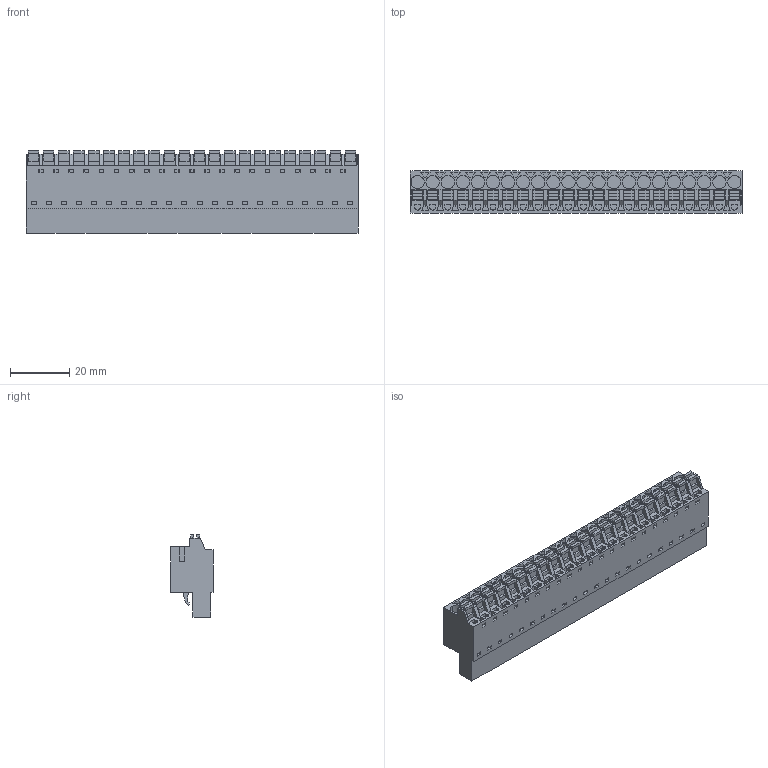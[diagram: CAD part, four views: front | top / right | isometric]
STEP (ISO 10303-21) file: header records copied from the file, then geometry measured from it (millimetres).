
FILE_DESCRIPTION(('CATIA V5 STEP Exchange','CAx-IF Rec.Pracs.--- Model Styling and Organization---1.2---2011-12-15'),'2;1');
FILE_NAME ('D1446562_0_1013650000_1013650000.stp','2017-04-28T12:33:12+00:00',('none'),('Weidmueller'),'CATIA Version 5-6 Release 2014','CATIA V5 STEP AP214','none');
FILE_SCHEMA(('AUTOMOTIVE_DESIGN { 1 0 10303 214 1 1 1 1 }'));
Length unit declared in the file: millimetre
Products named in the file (1): 1013650000
Bounding box: 111.76 x 14.2 x 27.73 mm (x, y, z)
Volume: 26509.3 mm3; surface area: 17397.7 mm2
Topology: 23 solids, 23 shells, 1528 faces, 4421 edges, 3093 vertices
Faces by surface type: plane 1372, cylinder 155, extrusion 1
Entity records: 49354 total; most frequent: CARTESIAN_POINT 9572, ORIENTED_EDGE 8842, DIRECTION 6153, EDGE_CURVE 4421, VECTOR 4110, LINE 4109, VERTEX_POINT 3093, EDGE_LOOP 1766
